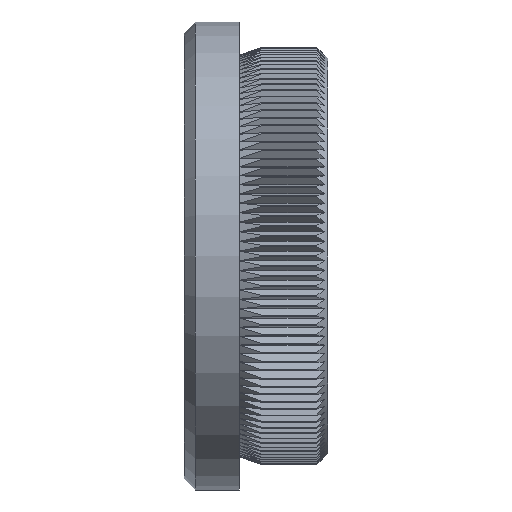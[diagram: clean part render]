
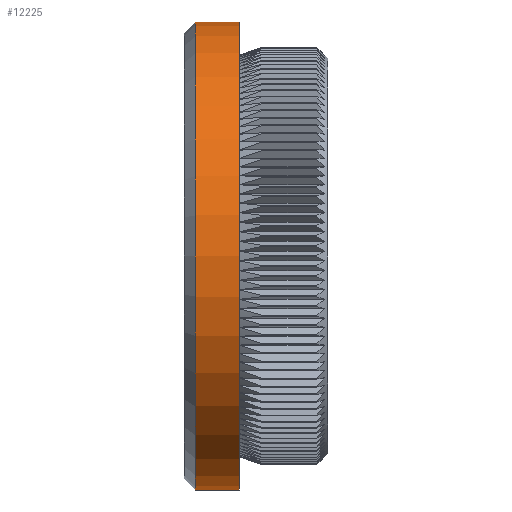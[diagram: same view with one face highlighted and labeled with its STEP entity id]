
A CAD part, left-side view. The second image highlights one B-rep face of the part: STEP entity #12225.
In plain terms, the highlighted cylindrical face has radius 21.2 mm (diameter 42.4 mm), a partial arc.
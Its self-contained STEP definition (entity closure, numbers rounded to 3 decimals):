
#2328 = VECTOR ( 'NONE', #8096, 1000. ) ;
#2966 = CYLINDRICAL_SURFACE ( 'NONE', #23275, 21.2 ) ;
#3422 = VERTEX_POINT ( 'NONE', #20234 ) ;
#3889 = AXIS2_PLACEMENT_3D ( 'NONE', #25165, #18129, #8891 ) ;
#5207 = DIRECTION ( 'NONE',  ( 0., -1., 0. ) ) ;
#6334 = ORIENTED_EDGE ( 'NONE', *, *, #14878, .T. ) ;
#6450 = DIRECTION ( 'NONE',  ( 0., -1., 0. ) ) ;
#7813 = LINE ( 'NONE', #18555, #29275 ) ;
#8096 = DIRECTION ( 'NONE',  ( 0., -1., 0. ) ) ;
#8141 = DIRECTION ( 'NONE',  ( 0., 0., -1. ) ) ;
#8891 = DIRECTION ( 'NONE',  ( 0., 0., 1. ) ) ;
#9601 = EDGE_LOOP ( 'NONE', ( #18587, #6334, #27631, #10418 ) ) ;
#10418 = ORIENTED_EDGE ( 'NONE', *, *, #20104, .F. ) ;
#10617 = CARTESIAN_POINT ( 'NONE',  ( 0., 12., 21.2 ) ) ;
#12225 = ADVANCED_FACE ( 'NONE', ( #17016 ), #2966, .T. ) ;
#12335 = VERTEX_POINT ( 'NONE', #10617 ) ;
#13017 = DIRECTION ( 'NONE',  ( 0., -1., 0. ) ) ;
#14181 = LINE ( 'NONE', #26948, #2328 ) ;
#14878 = EDGE_CURVE ( 'NONE', #12335, #3422, #19889, .T. ) ;
#15308 = CARTESIAN_POINT ( 'NONE',  ( 0., 0., 0. ) ) ;
#15891 = VERTEX_POINT ( 'NONE', #19534 ) ;
#17016 = FACE_OUTER_BOUND ( 'NONE', #9601, .T. ) ;
#18129 = DIRECTION ( 'NONE',  ( 0., -1., 0. ) ) ;
#18555 = CARTESIAN_POINT ( 'NONE',  ( 0., 0., 21.2 ) ) ;
#18587 = ORIENTED_EDGE ( 'NONE', *, *, #24239, .F. ) ;
#19338 = CARTESIAN_POINT ( 'NONE',  ( 0., 8., 0. ) ) ;
#19436 = DIRECTION ( 'NONE',  ( 0., 0., -1. ) ) ;
#19534 = CARTESIAN_POINT ( 'NONE',  ( 0., 8., 21.2 ) ) ;
#19889 = CIRCLE ( 'NONE', #3889, 21.2 ) ;
#19961 = VERTEX_POINT ( 'NONE', #30290 ) ;
#20104 = EDGE_CURVE ( 'NONE', #15891, #19961, #22766, .T. ) ;
#20234 = CARTESIAN_POINT ( 'NONE',  ( 0., 12., -21.2 ) ) ;
#22041 = EDGE_CURVE ( 'NONE', #3422, #19961, #14181, .T. ) ;
#22766 = CIRCLE ( 'NONE', #22996, 21.2 ) ;
#22996 = AXIS2_PLACEMENT_3D ( 'NONE', #19338, #5207, #19436 ) ;
#23275 = AXIS2_PLACEMENT_3D ( 'NONE', #15308, #13017, #8141 ) ;
#24239 = EDGE_CURVE ( 'NONE', #12335, #15891, #7813, .T. ) ;
#25165 = CARTESIAN_POINT ( 'NONE',  ( 0., 12., 0. ) ) ;
#26948 = CARTESIAN_POINT ( 'NONE',  ( 0., 0., -21.2 ) ) ;
#27631 = ORIENTED_EDGE ( 'NONE', *, *, #22041, .T. ) ;
#29275 = VECTOR ( 'NONE', #6450, 1000. ) ;
#30290 = CARTESIAN_POINT ( 'NONE',  ( 0., 8., -21.2 ) ) ;
